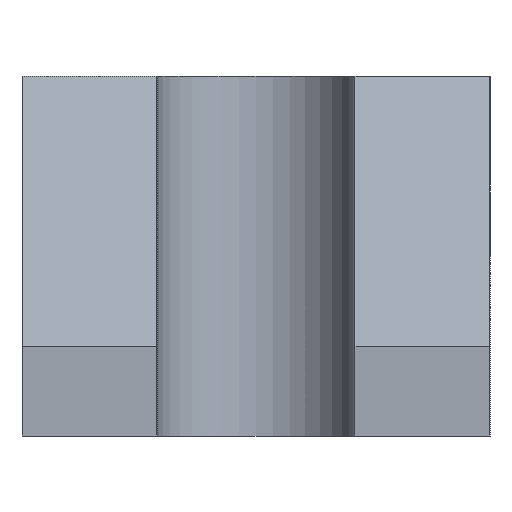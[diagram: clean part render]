
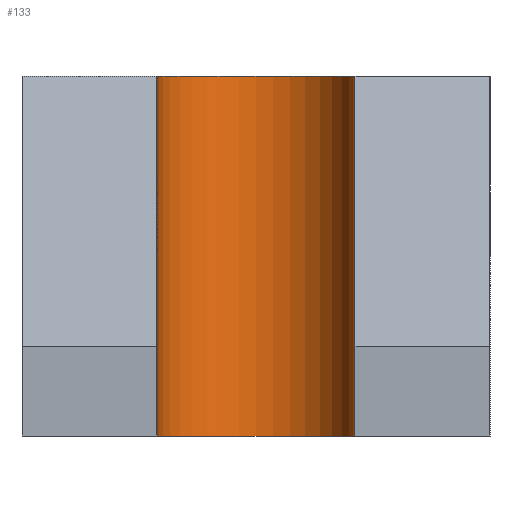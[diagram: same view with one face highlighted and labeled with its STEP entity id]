
A CAD part, left-side view. The second image highlights one B-rep face of the part: STEP entity #133.
In plain terms, the highlighted cylindrical face has radius 11 mm (diameter 22 mm), a partial arc.
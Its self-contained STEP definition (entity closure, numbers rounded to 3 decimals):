
#71 = FACE_OUTER_BOUND ( 'NONE', #115, .T. ) ;
#78 = DIRECTION ( 'NONE',  ( 0., 1., 0. ) ) ;
#81 = VERTEX_POINT ( 'NONE', #356 ) ;
#82 = LINE ( 'NONE', #331, #353 ) ;
#101 = EDGE_CURVE ( 'NONE', #375, #81, #237, .T. ) ;
#107 = ORIENTED_EDGE ( 'NONE', *, *, #101, .T. ) ;
#110 = DIRECTION ( 'NONE',  ( 0., 0., 1. ) ) ;
#115 = EDGE_LOOP ( 'NONE', ( #107, #404, #158, #475 ) ) ;
#133 = ADVANCED_FACE ( 'NONE', ( #71 ), #393, .F. ) ;
#143 = CARTESIAN_POINT ( 'NONE',  ( 0., 0., 0. ) ) ;
#146 = CARTESIAN_POINT ( 'NONE',  ( 0., -11., 40. ) ) ;
#151 = DIRECTION ( 'NONE',  ( 0., 1., 0. ) ) ;
#157 = CARTESIAN_POINT ( 'NONE',  ( 0., 11., 0. ) ) ;
#158 = ORIENTED_EDGE ( 'NONE', *, *, #215, .F. ) ;
#160 = VERTEX_POINT ( 'NONE', #471 ) ;
#190 = AXIS2_PLACEMENT_3D ( 'NONE', #319, #110, #151 ) ;
#200 = AXIS2_PLACEMENT_3D ( 'NONE', #143, #450, #247 ) ;
#215 = EDGE_CURVE ( 'NONE', #160, #225, #276, .T. ) ;
#219 = CARTESIAN_POINT ( 'NONE',  ( 0., 0., 40. ) ) ;
#225 = VERTEX_POINT ( 'NONE', #146 ) ;
#233 = DIRECTION ( 'NONE',  ( 0., 0., 1. ) ) ;
#237 = CIRCLE ( 'NONE', #200, 11. ) ;
#247 = DIRECTION ( 'NONE',  ( 0., 1., 0. ) ) ;
#276 = CIRCLE ( 'NONE', #405, 11. ) ;
#303 = EDGE_CURVE ( 'NONE', #375, #160, #82, .T. ) ;
#313 = LINE ( 'NONE', #381, #370 ) ;
#319 = CARTESIAN_POINT ( 'NONE',  ( 0., 0., 0. ) ) ;
#331 = CARTESIAN_POINT ( 'NONE',  ( 0., 11., 0. ) ) ;
#353 = VECTOR ( 'NONE', #233, 1000. ) ;
#356 = CARTESIAN_POINT ( 'NONE',  ( 0., -11., 0. ) ) ;
#370 = VECTOR ( 'NONE', #423, 1000. ) ;
#375 = VERTEX_POINT ( 'NONE', #157 ) ;
#381 = CARTESIAN_POINT ( 'NONE',  ( 0., -11., 0. ) ) ;
#393 = CYLINDRICAL_SURFACE ( 'NONE', #190, 11. ) ;
#395 = EDGE_CURVE ( 'NONE', #225, #81, #313, .T. ) ;
#401 = DIRECTION ( 'NONE',  ( 0., 0., -1. ) ) ;
#404 = ORIENTED_EDGE ( 'NONE', *, *, #395, .F. ) ;
#405 = AXIS2_PLACEMENT_3D ( 'NONE', #219, #401, #78 ) ;
#423 = DIRECTION ( 'NONE',  ( 0., 0., -1. ) ) ;
#450 = DIRECTION ( 'NONE',  ( 0., 0., -1. ) ) ;
#471 = CARTESIAN_POINT ( 'NONE',  ( 0., 11., 40. ) ) ;
#475 = ORIENTED_EDGE ( 'NONE', *, *, #303, .F. ) ;
